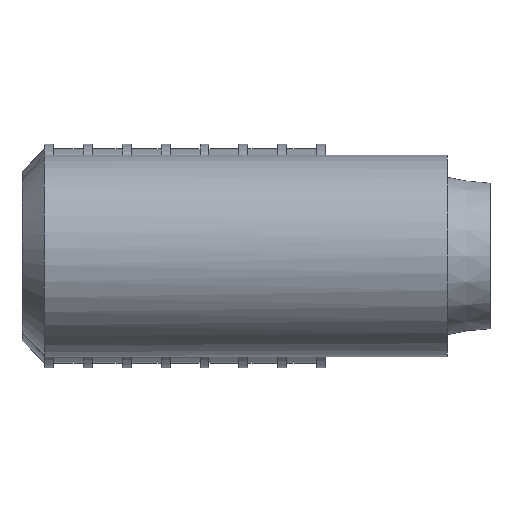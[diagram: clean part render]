
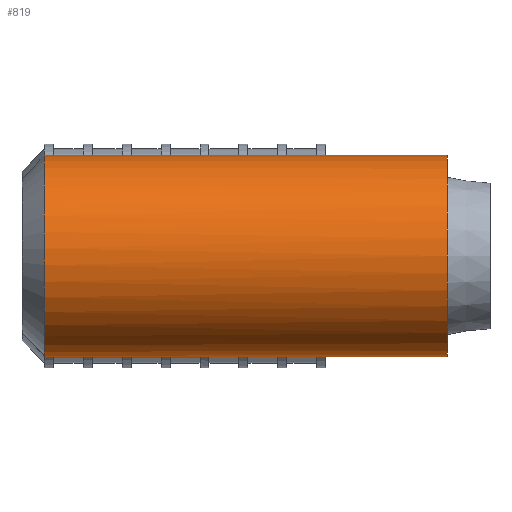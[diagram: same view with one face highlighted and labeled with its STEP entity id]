
A CAD part, front view. The second image highlights one B-rep face of the part: STEP entity #819.
In plain terms, the highlighted cylindrical face has radius 4.5 mm (diameter 9 mm), a full revolution.
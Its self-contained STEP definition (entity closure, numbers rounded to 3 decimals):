
#20=CYLINDRICAL_SURFACE('',#897,4.5);
#50=CIRCLE('',#889,4.5);
#51=CIRCLE('',#891,4.5);
#53=CIRCLE('',#894,4.5);
#54=CIRCLE('',#896,4.5);
#55=CIRCLE('',#898,4.5);
#120=LINE('',#1308,#166);
#124=LINE('',#1332,#170);
#166=VECTOR('',#1015,1000.);
#170=VECTOR('',#1021,1000.);
#266=ORIENTED_EDGE('',*,*,#472,.F.);
#267=ORIENTED_EDGE('',*,*,#469,.F.);
#268=ORIENTED_EDGE('',*,*,#470,.F.);
#269=ORIENTED_EDGE('',*,*,#431,.F.);
#270=ORIENTED_EDGE('',*,*,#474,.F.);
#271=ORIENTED_EDGE('',*,*,#438,.T.);
#272=ORIENTED_EDGE('',*,*,#473,.T.);
#431=EDGE_CURVE('',#540,#541,#120,.T.);
#438=EDGE_CURVE('',#548,#547,#124,.T.);
#469=EDGE_CURVE('',#571,#572,#50,.T.);
#470=EDGE_CURVE('',#541,#571,#51,.T.);
#472=EDGE_CURVE('',#572,#547,#53,.T.);
#473=EDGE_CURVE('',#573,#573,#54,.T.);
#474=EDGE_CURVE('',#548,#540,#55,.T.);
#540=VERTEX_POINT('',#1307);
#541=VERTEX_POINT('',#1309);
#547=VERTEX_POINT('',#1331);
#548=VERTEX_POINT('',#1333);
#571=VERTEX_POINT('',#1395);
#572=VERTEX_POINT('',#1397);
#573=VERTEX_POINT('',#1418);
#619=EDGE_LOOP('',(#266,#267,#268,#269,#270,#271));
#620=EDGE_LOOP('',(#272));
#704=FACE_BOUND('',#619,.T.);
#705=FACE_BOUND('',#620,.T.);
#819=ADVANCED_FACE('',(#704,#705),#20,.T.);
#889=AXIS2_PLACEMENT_3D('',#1410,#1056,#1057);
#891=AXIS2_PLACEMENT_3D('',#1412,#1060,#1061);
#894=AXIS2_PLACEMENT_3D('',#1415,#1066,#1067);
#896=AXIS2_PLACEMENT_3D('',#1417,#1070,#1071);
#897=AXIS2_PLACEMENT_3D('',#1419,#1072,#1073);
#898=AXIS2_PLACEMENT_3D('',#1420,#1074,#1075);
#1015=DIRECTION('',(-1.,0.,0.));
#1021=DIRECTION('',(-1.,0.,0.));
#1056=DIRECTION('',(-1.,0.,0.));
#1057=DIRECTION('',(0.,0.,1.));
#1060=DIRECTION('',(-1.,0.,0.));
#1061=DIRECTION('',(0.,0.,1.));
#1066=DIRECTION('',(-1.,0.,0.));
#1067=DIRECTION('',(0.,0.,1.));
#1070=DIRECTION('',(-1.,0.,0.));
#1071=DIRECTION('',(0.,0.,1.));
#1072=DIRECTION('',(-1.,0.,0.));
#1073=DIRECTION('',(0.,0.,1.));
#1074=DIRECTION('',(-1.,0.,0.));
#1075=DIRECTION('',(0.,0.,1.));
#1307=CARTESIAN_POINT('',(8.2,1.479,-4.25));
#1308=CARTESIAN_POINT('',(0.,1.479,-4.25));
#1309=CARTESIAN_POINT('',(1.,1.479,-4.25));
#1331=CARTESIAN_POINT('',(1.,1.479,4.25));
#1332=CARTESIAN_POINT('',(0.,1.479,4.25));
#1333=CARTESIAN_POINT('',(8.2,1.479,4.25));
#1395=CARTESIAN_POINT('',(1.,0.669,-4.45));
#1397=CARTESIAN_POINT('',(1.,-0.669,-4.45));
#1410=CARTESIAN_POINT('',(1.,0.,0.));
#1412=CARTESIAN_POINT('',(1.,0.,0.));
#1415=CARTESIAN_POINT('',(1.,0.,0.));
#1417=CARTESIAN_POINT('',(19.,0.,0.));
#1418=CARTESIAN_POINT('',(19.,0.,4.5));
#1419=CARTESIAN_POINT('',(0.,0.,0.));
#1420=CARTESIAN_POINT('',(8.2,0.,0.));
